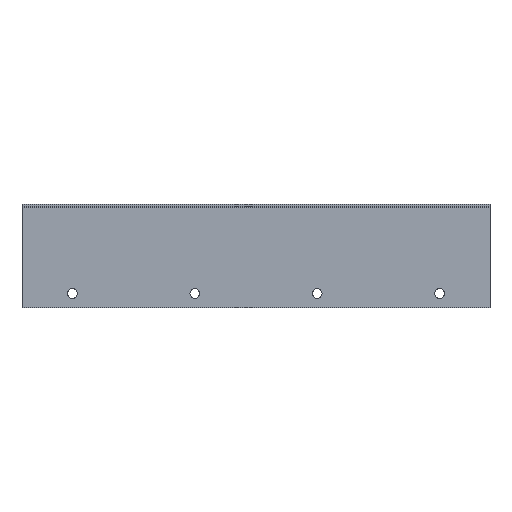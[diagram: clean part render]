
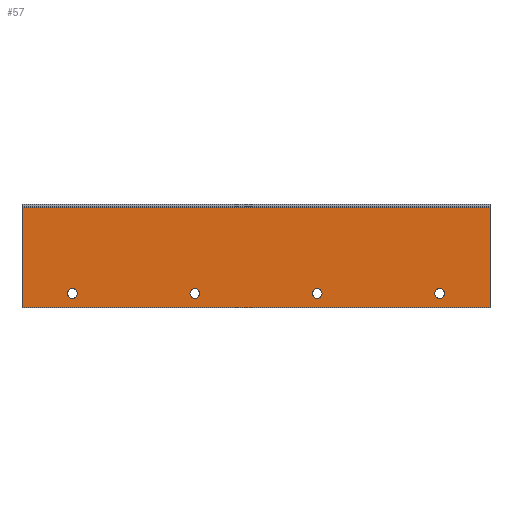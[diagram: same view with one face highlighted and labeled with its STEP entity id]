
A CAD part, top view. The second image highlights one B-rep face of the part: STEP entity #57.
In plain terms, the highlighted planar face has unit normal (0, 0, 1).
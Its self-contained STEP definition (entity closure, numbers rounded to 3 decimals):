
#21 = EDGE_CURVE('',#22,#24,#26,.T.);
#22 = VERTEX_POINT('',#23);
#23 = CARTESIAN_POINT('',(75.,-51.2,0.));
#24 = VERTEX_POINT('',#25);
#25 = CARTESIAN_POINT('',(400.,-51.2,0.));
#26 = LINE('',#27,#28);
#27 = CARTESIAN_POINT('',(75.,-51.2,0.));
#28 = VECTOR('',#29,1.);
#29 = DIRECTION('',(1.,0.,0.));
#57 = ADVANCED_FACE('',(#58,#83,#94,#105,#116),#127,.F.);
#58 = FACE_BOUND('',#59,.F.);
#59 = EDGE_LOOP('',(#60,#68,#76,#82));
#60 = ORIENTED_EDGE('',*,*,#61,.F.);
#61 = EDGE_CURVE('',#62,#22,#64,.T.);
#62 = VERTEX_POINT('',#63);
#63 = CARTESIAN_POINT('',(75.,18.8,0.));
#64 = LINE('',#65,#66);
#65 = CARTESIAN_POINT('',(75.,20.8,0.));
#66 = VECTOR('',#67,1.);
#67 = DIRECTION('',(0.,-1.,0.));
#68 = ORIENTED_EDGE('',*,*,#69,.F.);
#69 = EDGE_CURVE('',#70,#62,#72,.T.);
#70 = VERTEX_POINT('',#71);
#71 = CARTESIAN_POINT('',(400.,18.8,0.));
#72 = LINE('',#73,#74);
#73 = CARTESIAN_POINT('',(75.,18.8,0.));
#74 = VECTOR('',#75,1.);
#75 = DIRECTION('',(-1.,0.,0.));
#76 = ORIENTED_EDGE('',*,*,#77,.T.);
#77 = EDGE_CURVE('',#70,#24,#78,.T.);
#78 = LINE('',#79,#80);
#79 = CARTESIAN_POINT('',(400.,20.8,0.));
#80 = VECTOR('',#81,1.);
#81 = DIRECTION('',(0.,-1.,0.));
#82 = ORIENTED_EDGE('',*,*,#21,.F.);
#83 = FACE_BOUND('',#84,.F.);
#84 = EDGE_LOOP('',(#85));
#85 = ORIENTED_EDGE('',*,*,#86,.T.);
#86 = EDGE_CURVE('',#87,#87,#89,.T.);
#87 = VERTEX_POINT('',#88);
#88 = CARTESIAN_POINT('',(364.995,-37.85,0.));
#89 = CIRCLE('',#90,3.35);
#90 = AXIS2_PLACEMENT_3D('',#91,#92,#93);
#91 = CARTESIAN_POINT('',(364.995,-41.2,0.));
#92 = DIRECTION('',(0.,-0.,1.));
#93 = DIRECTION('',(0.,1.,0.));
#94 = FACE_BOUND('',#95,.F.);
#95 = EDGE_LOOP('',(#96));
#96 = ORIENTED_EDGE('',*,*,#97,.T.);
#97 = EDGE_CURVE('',#98,#98,#100,.T.);
#98 = VERTEX_POINT('',#99);
#99 = CARTESIAN_POINT('',(279.995,-37.85,0.));
#100 = CIRCLE('',#101,3.35);
#101 = AXIS2_PLACEMENT_3D('',#102,#103,#104);
#102 = CARTESIAN_POINT('',(279.995,-41.2,0.));
#103 = DIRECTION('',(0.,-0.,1.));
#104 = DIRECTION('',(0.,1.,0.));
#105 = FACE_BOUND('',#106,.F.);
#106 = EDGE_LOOP('',(#107));
#107 = ORIENTED_EDGE('',*,*,#108,.T.);
#108 = EDGE_CURVE('',#109,#109,#111,.T.);
#109 = VERTEX_POINT('',#110);
#110 = CARTESIAN_POINT('',(194.995,-37.85,0.));
#111 = CIRCLE('',#112,3.35);
#112 = AXIS2_PLACEMENT_3D('',#113,#114,#115);
#113 = CARTESIAN_POINT('',(194.995,-41.2,0.));
#114 = DIRECTION('',(0.,-0.,1.));
#115 = DIRECTION('',(0.,1.,0.));
#116 = FACE_BOUND('',#117,.F.);
#117 = EDGE_LOOP('',(#118));
#118 = ORIENTED_EDGE('',*,*,#119,.T.);
#119 = EDGE_CURVE('',#120,#120,#122,.T.);
#120 = VERTEX_POINT('',#121);
#121 = CARTESIAN_POINT('',(109.995,-37.85,0.));
#122 = CIRCLE('',#123,3.35);
#123 = AXIS2_PLACEMENT_3D('',#124,#125,#126);
#124 = CARTESIAN_POINT('',(109.995,-41.2,0.));
#125 = DIRECTION('',(0.,-0.,1.));
#126 = DIRECTION('',(0.,1.,0.));
#127 = PLANE('',#128);
#128 = AXIS2_PLACEMENT_3D('',#129,#130,#131);
#129 = CARTESIAN_POINT('',(75.,20.8,0.));
#130 = DIRECTION('',(0.,0.,-1.));
#131 = DIRECTION('',(0.,-1.,0.));
